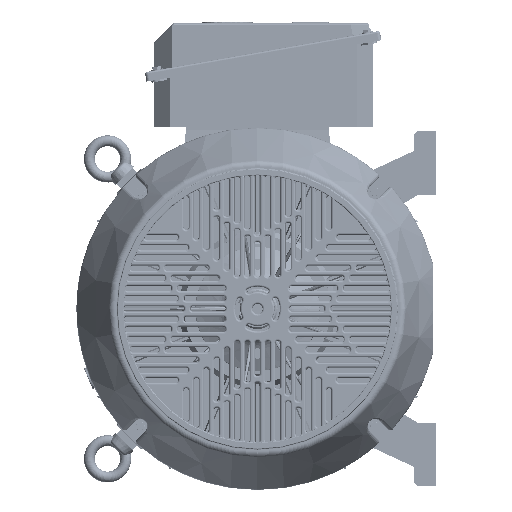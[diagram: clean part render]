
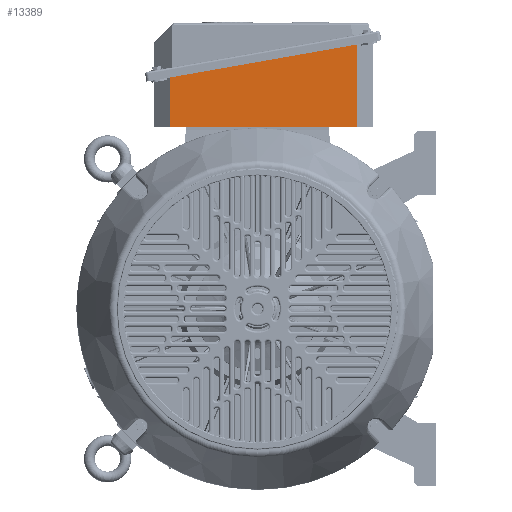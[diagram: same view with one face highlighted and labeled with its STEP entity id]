
A CAD part, left-side view. The second image highlights one B-rep face of the part: STEP entity #13389.
In plain terms, the highlighted face is planar.
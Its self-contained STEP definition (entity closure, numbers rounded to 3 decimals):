
#13208 = VERTEX_POINT ( 'NONE', #175376 ) ;
#13289 = VERTEX_POINT ( 'NONE', #175594 ) ;
#13295 = EDGE_CURVE ( 'NONE', #13297, #13289, #175589, .T. ) ;
#13297 = VERTEX_POINT ( 'NONE', #175581 ) ;
#13335 = VERTEX_POINT ( 'NONE', #175644 ) ;
#13339 = EDGE_CURVE ( 'NONE', #13208, #13335, #175639, .T. ) ;
#13389 = ADVANCED_FACE ( 'NONE', ( #175688 ), #175683, .F. ) ;
#13390 = EDGE_LOOP ( 'NONE', ( #13391, #13393, #13394, #13397 ) ) ;
#13391 = ORIENTED_EDGE ( 'NONE', *, *, #13392, .F. ) ;
#13392 = EDGE_CURVE ( 'NONE', #13208, #13289, #175684, .T. ) ;
#13393 = ORIENTED_EDGE ( 'NONE', *, *, #13339, .T. ) ;
#13394 = ORIENTED_EDGE ( 'NONE', *, *, #13395, .F. ) ;
#13395 = EDGE_CURVE ( 'NONE', #13297, #13335, #175811, .T. ) ;
#13397 = ORIENTED_EDGE ( 'NONE', *, *, #13295, .T. ) ;
#175376 = CARTESIAN_POINT ( 'NONE',  ( 318.031, 3., 149. ) ) ;
#175581 = CARTESIAN_POINT ( 'NONE',  ( 25.515, 79.923, 149. ) ) ;
#175584 = DIRECTION ( 'NONE',  ( 0., -1., 0. ) ) ;
#175585 = VECTOR ( 'NONE', #175584, 1000. ) ;
#175587 = CARTESIAN_POINT ( 'NONE',  ( 25.515, 0., 149. ) ) ;
#175589 = LINE ( 'NONE', #175587, #175585 ) ;
#175594 = CARTESIAN_POINT ( 'NONE',  ( 25.515, 3., 149. ) ) ;
#175634 = DIRECTION ( 'NONE',  ( 0., 1., 0. ) ) ;
#175635 = VECTOR ( 'NONE', #175634, 1000. ) ;
#175637 = CARTESIAN_POINT ( 'NONE',  ( 318.031, 0., 149. ) ) ;
#175639 = LINE ( 'NONE', #175637, #175635 ) ;
#175644 = CARTESIAN_POINT ( 'NONE',  ( 318.031, 131.501, 149. ) ) ;
#175678 = DIRECTION ( 'NONE',  ( -1., 0., 0. ) ) ;
#175679 = DIRECTION ( 'NONE',  ( 0., 0., -1. ) ) ;
#175680 = CARTESIAN_POINT ( 'NONE',  ( 0., 0., 149. ) ) ;
#175682 = AXIS2_PLACEMENT_3D ( 'NONE', #175680, #175679, #175678 ) ;
#175683 = PLANE ( 'NONE',  #175682 ) ;
#175684 = LINE ( 'NONE', #175818, #175816 ) ;
#175688 = FACE_OUTER_BOUND ( 'NONE', #13390, .T. ) ;
#175806 = DIRECTION ( 'NONE',  ( 0.985, 0.174, 0. ) ) ;
#175807 = VECTOR ( 'NONE', #175806, 1000. ) ;
#175809 = CARTESIAN_POINT ( 'NONE',  ( -12.898, 73.149, 149. ) ) ;
#175811 = LINE ( 'NONE', #175809, #175807 ) ;
#175815 = DIRECTION ( 'NONE',  ( -1., 0., 0. ) ) ;
#175816 = VECTOR ( 'NONE', #175815, 1000. ) ;
#175818 = CARTESIAN_POINT ( 'NONE',  ( 0., 3., 149. ) ) ;
